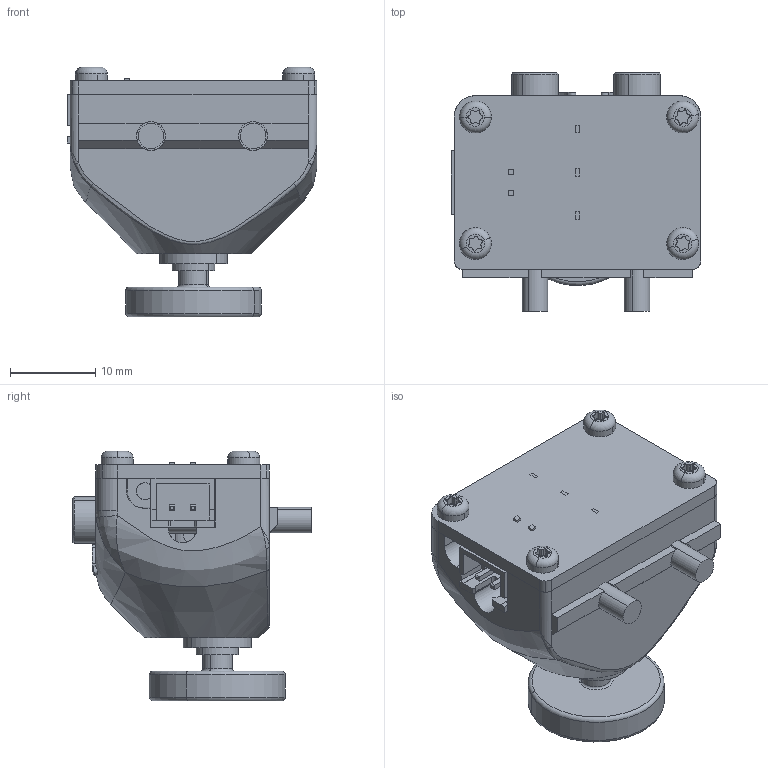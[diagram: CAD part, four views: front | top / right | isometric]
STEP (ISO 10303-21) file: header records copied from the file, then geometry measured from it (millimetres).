
FILE_DESCRIPTION (( 'STEP AP214' ), '1' );
FILE_NAME ('z_nozzle_endstop_short_pcb.STEP', '2021-09-15T08:09:49', ( '' ), ( '' ), 'SwSTEP 2.0', 'SolidWorks 2021', '' );
FILE_SCHEMA (( 'AUTOMOTIVE_DESIGN' ));
Length unit declared in the file: millimetre
Products named in the file (12): bushing^z_nozzle_endstop_short_pcb; M2x10 self tapping screw^z_nozzle_endstop_short_pcb; Part1^z_nozzle_endstop_short_pcb; z_nozzle_endstop_body_short; hartk PCB^electrical parts_z_nozzle_endstop_short_pcb; z_nozzle_endstop_short_pcb; jst^electrical parts_z_nozzle_endstop_short_pcb; m4 thumbscrew^z_nozzle_endstop_short_pcb; M3x25 SHCS^z_nozzle_endstop_short_pcb; screw post M4 5mmx12mm^z_nozzle_endstop_short_pcb; electrical parts^z_nozzle_endstop_short_pcb; Omron_D2F^electrical parts_z_nozzle_endstop_short_pcb
Assembly tree (14 placements, depth 3):
  Part1^z_nozzle_endstop_short_pcb
  z_nozzle_endstop_short_pcb
    bushing^z_nozzle_endstop_short_pcb
    electrical parts^z_nozzle_endstop_short_pcb
      jst^electrical parts_z_nozzle_endstop_short_pcb
      Omron_D2F^electrical parts_z_nozzle_endstop_short_pcb
      hartk PCB^electrical parts_z_nozzle_endstop_short_pcb
    z_nozzle_endstop_body_short
    M2x10 self tapping screw^z_nozzle_endstop_short_pcb  x4
    screw post M4 5mmx12mm^z_nozzle_endstop_short_pcb
    m4 thumbscrew^z_nozzle_endstop_short_pcb
    M3x25 SHCS^z_nozzle_endstop_short_pcb  x2
Bounding box: 29.35 x 28 x 29.35 mm (x, y, z)
Volume: 9895.6 mm3; surface area: 8508.9 mm2
Topology: 15 solids, 16 shells, 791 faces, 2126 edges, 1379 vertices
Faces by surface type: cylinder 345, plane 228, bspline 138, cone 54, torus 26
Entity records: 20163 total; most frequent: CARTESIAN_POINT 9068, ORIENTED_EDGE 2376, DIRECTION 2020, EDGE_CURVE 1188, VERTEX_POINT 765, AXIS2_PLACEMENT_3D 694, LINE 632, VECTOR 632
